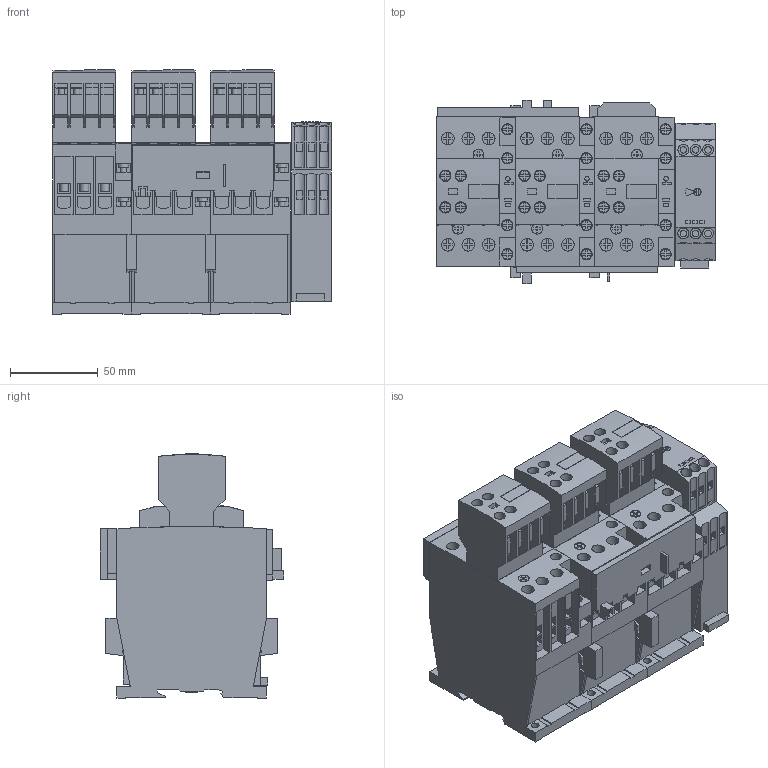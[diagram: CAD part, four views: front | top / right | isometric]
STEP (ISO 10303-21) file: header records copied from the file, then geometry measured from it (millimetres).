
FILE_DESCRIPTION( ( 'STEP AP214' ), '1' );
FILE_NAME( '278386__index_.stp', '2021-11-10T11:46:29', ( 'License CC BY-ND 4.0' ), ( 'CADENAS' ), ' ', 'PARTsolutions', ' ' );
FILE_SCHEMA( ( 'AUTOMOTIVE_DESIGN { 1 0 10303 214 1 1 1 1 }' ) );
Length unit declared in the file: millimetre
Products named in the file (8): 278386_(index); _278386_p10; _278386_p40; _278386_ETR4-51-W; _278386_p2; _278386_p29; _278386_p41; _278386_p42
Assembly tree (14 placements, depth 2):
  278386_(index)
    _278386_p10  x3
    _278386_p40
    _278386_ETR4-51-W
    _278386_p2  x3
    _278386_p29  x4
    _278386_p41
    _278386_p42
Bounding box: 158.5 x 104.3 x 138.8 mm (x, y, z)
Volume: 1229092 mm3; surface area: 226818.2 mm2
Topology: 14 solids, 14 shells, 2705 faces, 7205 edges, 4808 vertices
Faces by surface type: plane 2491, cylinder 190, cone 24
Full cylindrical faces by diameter (mm): 2.5 x10, 2.58 x3, 3.5 x24, 3.7 x6, 4.5 x6, 5 x18, 6.2 x12, 6.4 x24, 7 x3, 7.2 x18
Entity records: 46387 total; most frequent: CARTESIAN_POINT 7508, ORIENTED_EDGE 6054, DIRECTION 5651, EDGE_CURVE 3027, LINE 2713, VECTOR 2713, VERTEX_POINT 2050, AXIS2_PLACEMENT_3D 1469
